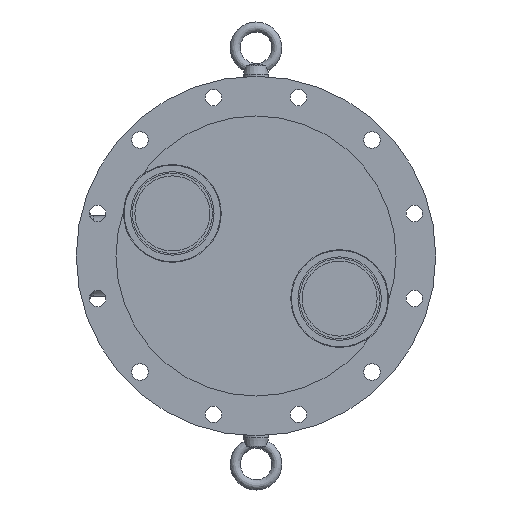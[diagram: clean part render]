
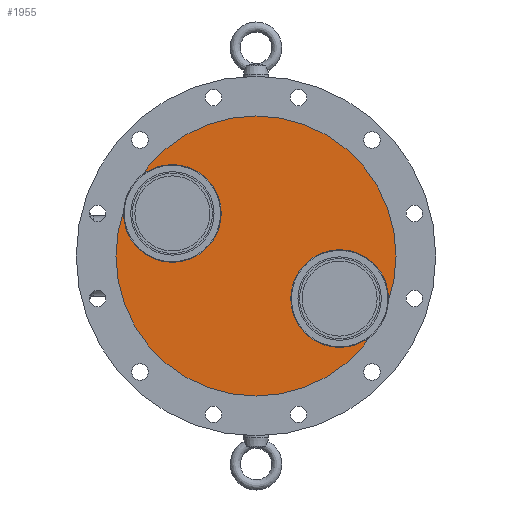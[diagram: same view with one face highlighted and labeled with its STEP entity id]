
A CAD part, left-side view. The second image highlights one B-rep face of the part: STEP entity #1955.
In plain terms, the highlighted planar face has unit normal (-1, 0, 0).
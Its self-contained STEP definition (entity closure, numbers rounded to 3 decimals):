
#16=FACE_BOUND('',#690,.T.);
#17=FACE_BOUND('',#691,.T.);
#129=PLANE('',#2105);
#392=CIRCLE('',#2098,31.75);
#397=CIRCLE('',#2106,111.);
#398=CIRCLE('',#2107,31.75);
#580=FACE_OUTER_BOUND('',#689,.T.);
#689=EDGE_LOOP('',(#1476));
#690=EDGE_LOOP('',(#1477));
#691=EDGE_LOOP('',(#1478));
#946=VERTEX_POINT('',#3530);
#949=VERTEX_POINT('',#3543);
#950=VERTEX_POINT('',#3545);
#1146=EDGE_CURVE('',#946,#946,#392,.T.);
#1152=EDGE_CURVE('',#949,#949,#397,.T.);
#1153=EDGE_CURVE('',#950,#950,#398,.T.);
#1476=ORIENTED_EDGE('',*,*,#1152,.F.);
#1477=ORIENTED_EDGE('',*,*,#1153,.T.);
#1478=ORIENTED_EDGE('',*,*,#1146,.T.);
#1955=ADVANCED_FACE('',(#580,#16,#17),#129,.T.);
#2098=AXIS2_PLACEMENT_3D('',#3532,#2419,#2420);
#2105=AXIS2_PLACEMENT_3D('',#3542,#2434,#2435);
#2106=AXIS2_PLACEMENT_3D('',#3544,#2436,#2437);
#2107=AXIS2_PLACEMENT_3D('',#3546,#2438,#2439);
#2419=DIRECTION('center_axis',(1.,0.,0.));
#2420=DIRECTION('ref_axis',(0.,1.,0.));
#2434=DIRECTION('center_axis',(-1.,0.,0.));
#2435=DIRECTION('ref_axis',(0.,0.,1.));
#2436=DIRECTION('center_axis',(1.,0.,0.));
#2437=DIRECTION('ref_axis',(0.,0.,-1.));
#2438=DIRECTION('center_axis',(1.,0.,0.));
#2439=DIRECTION('ref_axis',(0.,-1.,0.));
#3530=CARTESIAN_POINT('',(319.,-98.055,-33.75));
#3532=CARTESIAN_POINT('Origin',(319.,-66.305,-33.75));
#3542=CARTESIAN_POINT('Origin',(319.,111.,0.));
#3543=CARTESIAN_POINT('',(319.,-111.,0.));
#3544=CARTESIAN_POINT('Origin',(319.,0.,
0.));
#3545=CARTESIAN_POINT('',(319.,98.055,33.75));
#3546=CARTESIAN_POINT('Origin',(319.,66.305,33.75));
